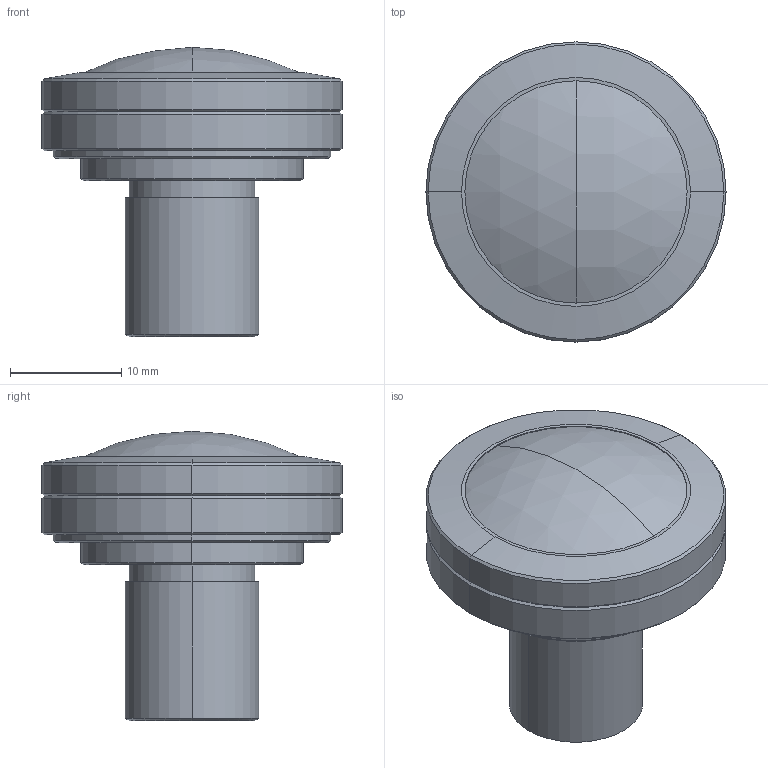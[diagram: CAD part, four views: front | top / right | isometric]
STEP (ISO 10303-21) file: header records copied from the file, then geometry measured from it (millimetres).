
FILE_DESCRIPTION (( 'STEP AP214' ), '1' );
FILE_NAME ('L1028KRW.STEP', '2021-06-04T09:05:21', ( '' ), ( '' ), 'SwSTEP 2.0', 'SolidWorks 2021', '' );
FILE_SCHEMA (( 'AUTOMOTIVE_DESIGN' ));
Length unit declared in the file: millimetre
Products named in the file (1): L1028KRW
Bounding box: 27 x 27 x 26.02 mm (x, y, z)
Volume: 6789.9 mm3; surface area: 2467.7 mm2
Topology: 1 solids, 1 shells, 53 faces, 108 edges, 64 vertices
Faces by surface type: cone 24, cylinder 16, plane 9, bspline 2, sphere 2
Entity records: 1666 total; most frequent: CARTESIAN_POINT 440, DIRECTION 272, ORIENTED_EDGE 212, AXIS2_PLACEMENT_3D 116, EDGE_CURVE 106, VERTEX_POINT 64, CIRCLE 64, EDGE_LOOP 62
